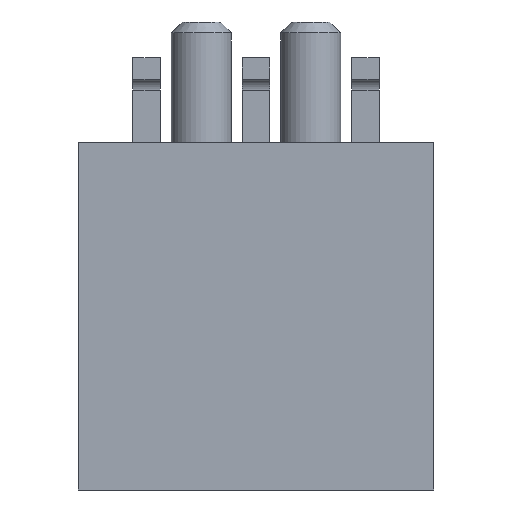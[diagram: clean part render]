
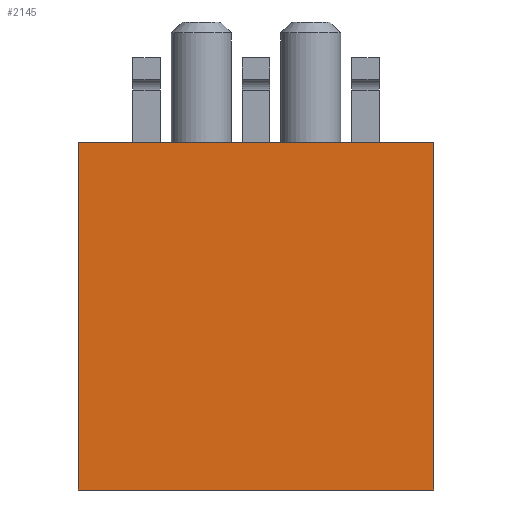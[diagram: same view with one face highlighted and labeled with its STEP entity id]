
A CAD part, front view. The second image highlights one B-rep face of the part: STEP entity #2145.
In plain terms, the highlighted planar face has unit normal (0, -1, 0).
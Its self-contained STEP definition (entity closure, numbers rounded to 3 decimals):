
#190 = FACE_OUTER_BOUND ( 'NONE', #847, .T. ) ;
#227 = AXIS2_PLACEMENT_3D ( 'NONE', #2712, #627, #2302 ) ;
#498 = DIRECTION ( 'NONE',  ( 1., 0., 0. ) ) ;
#627 = DIRECTION ( 'NONE',  ( 0., 1., 0. ) ) ;
#646 = VERTEX_POINT ( 'NONE', #3111 ) ;
#847 = EDGE_LOOP ( 'NONE', ( #2465, #1319, #5270, #2853 ) ) ;
#945 = LINE ( 'NONE', #971, #2535 ) ;
#971 = CARTESIAN_POINT ( 'NONE',  ( 33.75, -2., 6.35 ) ) ;
#1319 = ORIENTED_EDGE ( 'NONE', *, *, #3546, .F. ) ;
#1480 = CARTESIAN_POINT ( 'NONE',  ( 40.25, -2., 6.35 ) ) ;
#1761 = DIRECTION ( 'NONE',  ( 0., 0., -1. ) ) ;
#1786 = CARTESIAN_POINT ( 'NONE',  ( 33.75, -2., 6.35 ) ) ;
#1812 = VECTOR ( 'NONE', #2121, 1000. ) ;
#1864 = PLANE ( 'NONE',  #227 ) ;
#1936 = EDGE_CURVE ( 'NONE', #3128, #4477, #5058, .T. ) ;
#1981 = LINE ( 'NONE', #3658, #4994 ) ;
#2005 = EDGE_CURVE ( 'NONE', #3695, #646, #3465, .T. ) ;
#2065 = CARTESIAN_POINT ( 'NONE',  ( 33.75, -2., 6.35 ) ) ;
#2121 = DIRECTION ( 'NONE',  ( 1., 0., 0. ) ) ;
#2145 = ADVANCED_FACE ( 'NONE', ( #190 ), #1864, .F. ) ;
#2302 = DIRECTION ( 'NONE',  ( 0., 0., 1. ) ) ;
#2465 = ORIENTED_EDGE ( 'NONE', *, *, #2005, .T. ) ;
#2535 = VECTOR ( 'NONE', #1761, 1000. ) ;
#2674 = VECTOR ( 'NONE', #498, 1000. ) ;
#2712 = CARTESIAN_POINT ( 'NONE',  ( 33.75, -2., 6.35 ) ) ;
#2853 = ORIENTED_EDGE ( 'NONE', *, *, #3147, .T. ) ;
#3111 = CARTESIAN_POINT ( 'NONE',  ( 40.25, -2., 0. ) ) ;
#3128 = VERTEX_POINT ( 'NONE', #2065 ) ;
#3147 = EDGE_CURVE ( 'NONE', #3128, #3695, #945, .T. ) ;
#3274 = CARTESIAN_POINT ( 'NONE',  ( 33.75, -2., 0. ) ) ;
#3465 = LINE ( 'NONE', #4260, #2674 ) ;
#3546 = EDGE_CURVE ( 'NONE', #4477, #646, #1981, .T. ) ;
#3602 = DIRECTION ( 'NONE',  ( 0., 0., -1. ) ) ;
#3658 = CARTESIAN_POINT ( 'NONE',  ( 40.25, -2., 6.35 ) ) ;
#3695 = VERTEX_POINT ( 'NONE', #3274 ) ;
#4260 = CARTESIAN_POINT ( 'NONE',  ( 33.75, -2., 0. ) ) ;
#4477 = VERTEX_POINT ( 'NONE', #1480 ) ;
#4994 = VECTOR ( 'NONE', #3602, 1000. ) ;
#5058 = LINE ( 'NONE', #1786, #1812 ) ;
#5270 = ORIENTED_EDGE ( 'NONE', *, *, #1936, .F. ) ;
